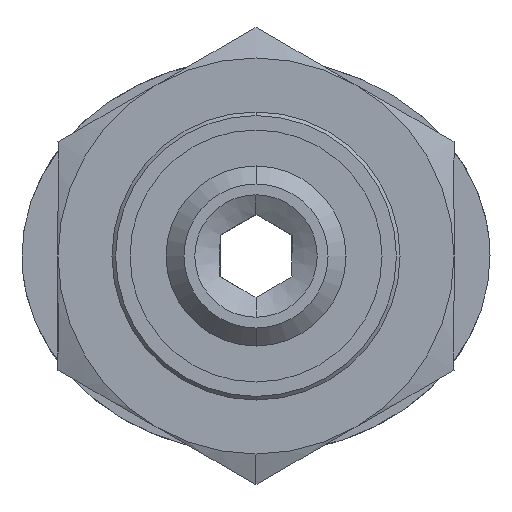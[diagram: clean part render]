
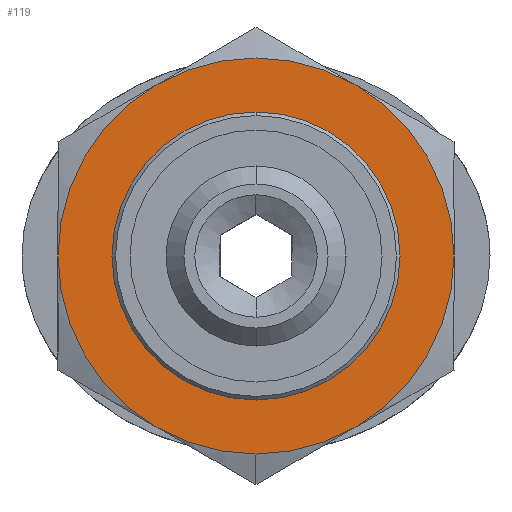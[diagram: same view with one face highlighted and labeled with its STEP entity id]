
A CAD part, left-side view. The second image highlights one B-rep face of the part: STEP entity #119.
In plain terms, the highlighted planar face has unit normal (-1, 0, 0).
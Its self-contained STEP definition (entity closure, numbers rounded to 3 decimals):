
#119 = ADVANCED_FACE ( 'NONE', ( #7977, #6636 ), #2663, .F. ) ;
#149 = EDGE_LOOP ( 'NONE', ( #1646, #8407 ) ) ;
#295 = CIRCLE ( 'NONE', #10386, 5.5 ) ;
#622 = CARTESIAN_POINT ( 'NONE',  ( 15.147, 17.287, -6.18 ) ) ;
#1610 = EDGE_LOOP ( 'NONE', ( #3076, #6809, #1638, #3865, #13153, #5147, #1904 ) ) ;
#1628 = VERTEX_POINT ( 'NONE', #7415 ) ;
#1638 = ORIENTED_EDGE ( 'NONE', *, *, #10469, .F. ) ;
#1646 = ORIENTED_EDGE ( 'NONE', *, *, #6271, .F. ) ;
#1695 = CARTESIAN_POINT ( 'NONE',  ( 15.147, 17.287, -0.68 ) ) ;
#1804 = CARTESIAN_POINT ( 'NONE',  ( 15.147, 20.037, 4.083 ) ) ;
#1904 = ORIENTED_EDGE ( 'NONE', *, *, #5039, .F. ) ;
#2014 = VERTEX_POINT ( 'NONE', #9099 ) ;
#2113 = CARTESIAN_POINT ( 'NONE',  ( 15.147, 14.537, 4.083 ) ) ;
#2228 = CIRCLE ( 'NONE', #12310, 4. ) ;
#2468 = CARTESIAN_POINT ( 'NONE',  ( 15.147, 17.287, -0.68 ) ) ;
#2624 = EDGE_CURVE ( 'NONE', #13146, #2014, #2228, .T. ) ;
#2663 = PLANE ( 'NONE',  #3487 ) ;
#2722 = EDGE_CURVE ( 'NONE', #4255, #10525, #13104, .T. ) ;
#2783 = AXIS2_PLACEMENT_3D ( 'NONE', #10724, #9569, #9619 ) ;
#2878 = DIRECTION ( 'NONE',  ( 0., 0., -1. ) ) ;
#2881 = CARTESIAN_POINT ( 'NONE',  ( 15.147, 17.287, -0.68 ) ) ;
#2974 = DIRECTION ( 'NONE',  ( 0., 0., -1. ) ) ;
#3076 = ORIENTED_EDGE ( 'NONE', *, *, #2722, .F. ) ;
#3305 = VERTEX_POINT ( 'NONE', #10840 ) ;
#3334 = CARTESIAN_POINT ( 'NONE',  ( 15.147, 17.287, -0.68 ) ) ;
#3393 = VERTEX_POINT ( 'NONE', #622 ) ;
#3426 = DIRECTION ( 'NONE',  ( 0., 0., -1. ) ) ;
#3487 = AXIS2_PLACEMENT_3D ( 'NONE', #4924, #10199, #2974 ) ;
#3865 = ORIENTED_EDGE ( 'NONE', *, *, #10861, .F. ) ;
#3907 = CIRCLE ( 'NONE', #11086, 5.5 ) ;
#4255 = VERTEX_POINT ( 'NONE', #2113 ) ;
#4335 = CIRCLE ( 'NONE', #10734, 4. ) ;
#4491 = CARTESIAN_POINT ( 'NONE',  ( 15.147, 17.287, 3.32 ) ) ;
#4667 = CARTESIAN_POINT ( 'NONE',  ( 15.147, 14.537, -5.443 ) ) ;
#4788 = EDGE_CURVE ( 'NONE', #3393, #1628, #12838, .T. ) ;
#4912 = CARTESIAN_POINT ( 'NONE',  ( 15.147, 17.287, -0.68 ) ) ;
#4924 = CARTESIAN_POINT ( 'NONE',  ( 15.147, 17.287, 5.379 ) ) ;
#5025 = CIRCLE ( 'NONE', #5853, 5.5 ) ;
#5039 = EDGE_CURVE ( 'NONE', #10525, #6050, #5025, .T. ) ;
#5147 = ORIENTED_EDGE ( 'NONE', *, *, #5890, .F. ) ;
#5397 = AXIS2_PLACEMENT_3D ( 'NONE', #2468, #6658, #6703 ) ;
#5853 = AXIS2_PLACEMENT_3D ( 'NONE', #4912, #7187, #2878 ) ;
#5890 = EDGE_CURVE ( 'NONE', #6050, #3393, #295, .T. ) ;
#5974 = DIRECTION ( 'NONE',  ( -1., 0., 0. ) ) ;
#6038 = DIRECTION ( 'NONE',  ( 1., 0., 0. ) ) ;
#6050 = VERTEX_POINT ( 'NONE', #4667 ) ;
#6271 = EDGE_CURVE ( 'NONE', #2014, #13146, #4335, .T. ) ;
#6536 = CARTESIAN_POINT ( 'NONE',  ( 15.147, 17.287, -0.68 ) ) ;
#6622 = AXIS2_PLACEMENT_3D ( 'NONE', #11294, #6038, #8311 ) ;
#6636 = FACE_OUTER_BOUND ( 'NONE', #1610, .T. ) ;
#6658 = DIRECTION ( 'NONE',  ( 1., 0., 0. ) ) ;
#6703 = DIRECTION ( 'NONE',  ( 0., 0., -1. ) ) ;
#6809 = ORIENTED_EDGE ( 'NONE', *, *, #10142, .F. ) ;
#7187 = DIRECTION ( 'NONE',  ( 1., 0., 0. ) ) ;
#7415 = CARTESIAN_POINT ( 'NONE',  ( 15.147, 20.037, -5.443 ) ) ;
#7509 = DIRECTION ( 'NONE',  ( 1., 0., 0. ) ) ;
#7971 = DIRECTION ( 'NONE',  ( 1., 0., 0. ) ) ;
#7977 = FACE_BOUND ( 'NONE', #149, .T. ) ;
#8120 = DIRECTION ( 'NONE',  ( 0., 0., -1. ) ) ;
#8167 = CIRCLE ( 'NONE', #2783, 5.5 ) ;
#8306 = CARTESIAN_POINT ( 'NONE',  ( 15.147, 17.287, -0.68 ) ) ;
#8311 = DIRECTION ( 'NONE',  ( 0., 0., -1. ) ) ;
#8407 = ORIENTED_EDGE ( 'NONE', *, *, #2624, .F. ) ;
#8442 = CARTESIAN_POINT ( 'NONE',  ( 15.147, 11.787, -0.68 ) ) ;
#8966 = DIRECTION ( 'NONE',  ( 0., 0., -1. ) ) ;
#9099 = CARTESIAN_POINT ( 'NONE',  ( 15.147, 17.287, -4.68 ) ) ;
#9230 = DIRECTION ( 'NONE',  ( -1., 0., 0. ) ) ;
#9472 = CIRCLE ( 'NONE', #6622, 5.5 ) ;
#9569 = DIRECTION ( 'NONE',  ( 1., 0., 0. ) ) ;
#9619 = DIRECTION ( 'NONE',  ( 0., 0., -1. ) ) ;
#10142 = EDGE_CURVE ( 'NONE', #12852, #4255, #8167, .T. ) ;
#10199 = DIRECTION ( 'NONE',  ( 1., 0., 0. ) ) ;
#10386 = AXIS2_PLACEMENT_3D ( 'NONE', #6536, #7509, #11787 ) ;
#10469 = EDGE_CURVE ( 'NONE', #3305, #12852, #9472, .T. ) ;
#10525 = VERTEX_POINT ( 'NONE', #8442 ) ;
#10591 = DIRECTION ( 'NONE',  ( 1., 0., 0. ) ) ;
#10724 = CARTESIAN_POINT ( 'NONE',  ( 15.147, 17.287, -0.68 ) ) ;
#10734 = AXIS2_PLACEMENT_3D ( 'NONE', #8306, #9230, #11328 ) ;
#10840 = CARTESIAN_POINT ( 'NONE',  ( 15.147, 22.787, -0.68 ) ) ;
#10861 = EDGE_CURVE ( 'NONE', #1628, #3305, #3907, .T. ) ;
#11086 = AXIS2_PLACEMENT_3D ( 'NONE', #1695, #7971, #8966 ) ;
#11125 = AXIS2_PLACEMENT_3D ( 'NONE', #3334, #10591, #3426 ) ;
#11294 = CARTESIAN_POINT ( 'NONE',  ( 15.147, 17.287, -0.68 ) ) ;
#11328 = DIRECTION ( 'NONE',  ( 0., 0., -1. ) ) ;
#11787 = DIRECTION ( 'NONE',  ( 0., 0., -1. ) ) ;
#12310 = AXIS2_PLACEMENT_3D ( 'NONE', #2881, #5974, #8120 ) ;
#12838 = CIRCLE ( 'NONE', #5397, 5.5 ) ;
#12852 = VERTEX_POINT ( 'NONE', #1804 ) ;
#13104 = CIRCLE ( 'NONE', #11125, 5.5 ) ;
#13146 = VERTEX_POINT ( 'NONE', #4491 ) ;
#13153 = ORIENTED_EDGE ( 'NONE', *, *, #4788, .F. ) ;
